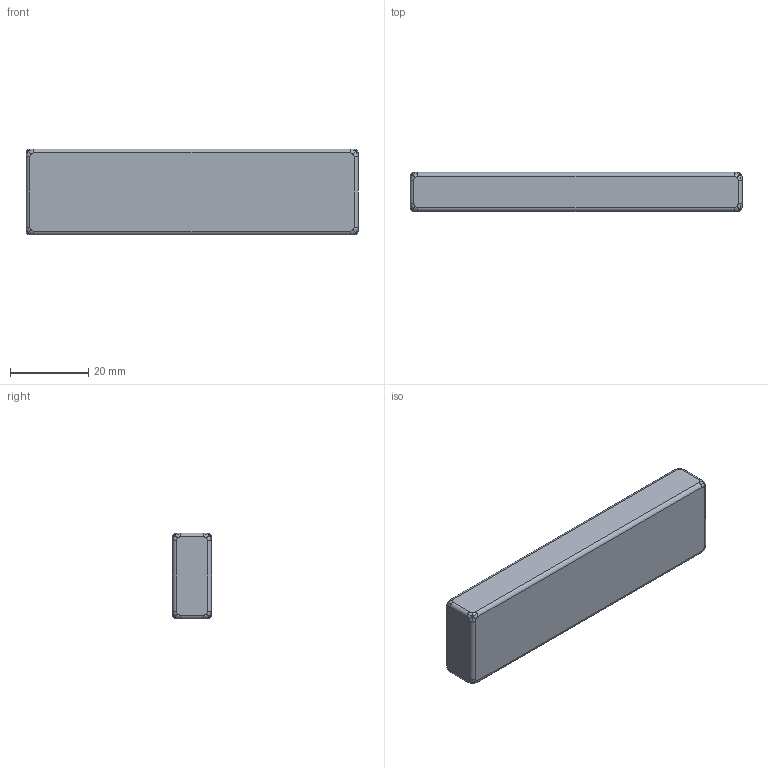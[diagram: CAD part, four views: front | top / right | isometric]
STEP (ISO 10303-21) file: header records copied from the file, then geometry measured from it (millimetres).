
FILE_DESCRIPTION(/* description */ (''),/* implementation_level */ '2;1');
FILE_NAME(/* name */ 'Side_damper_v1.step',/* time_stamp */ '2022-03-24T12:47:43+04:00',/* author */ (''),/* organization */ (''),/* preprocessor_version */ 'ST-DEVELOPER v18.1',/* originating_system */ 'Autodesk Translation Framework v10.13.0.1454',/* authorisation */ '');
FILE_SCHEMA (('AUTOMOTIVE_DESIGN { 1 0 10303 214 3 1 1 }'));
Length unit declared in the file: millimetre
Products named in the file (1): Side damper
Bounding box: 85 x 10 x 22 mm (x, y, z)
Volume: 18597.6 mm3; surface area: 5673.2 mm2
Topology: 1 solids, 1 shells, 66 faces, 168 edges, 104 vertices
Faces by surface type: bspline 48, cylinder 12, plane 6
Entity records: 3736 total; most frequent: CARTESIAN_POINT 2259, ORIENTED_EDGE 336, DIRECTION 254, EDGE_CURVE 168, AXIS2_PLACEMENT_3D 115, VERTEX_POINT 104, CIRCLE 96, FACE_OUTER_BOUND 66
